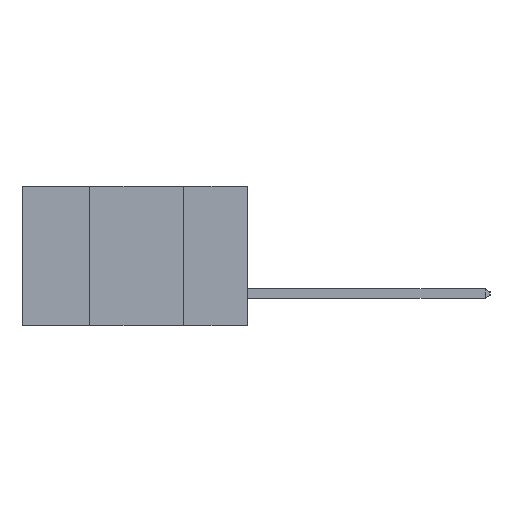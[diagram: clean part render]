
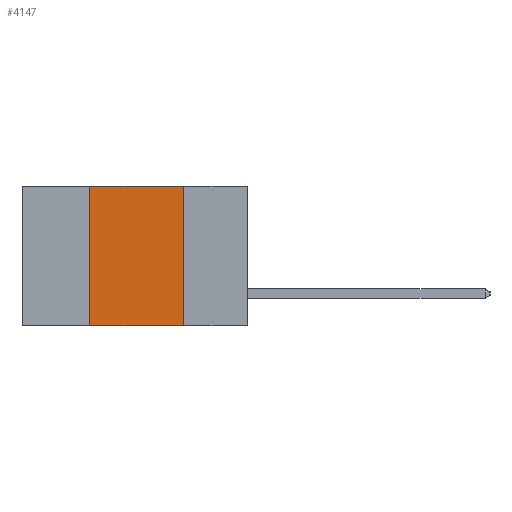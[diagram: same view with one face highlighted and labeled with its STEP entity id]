
A CAD part, left-side view. The second image highlights one B-rep face of the part: STEP entity #4147.
In plain terms, the highlighted planar face has unit normal (-1, 0, 0).
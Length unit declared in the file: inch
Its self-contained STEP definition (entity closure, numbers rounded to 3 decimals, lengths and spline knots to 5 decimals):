
#231 = VERTEX_POINT ( 'NONE', #10058 ) ;
#851 = CARTESIAN_POINT ( 'NONE',  ( 0., 0.6, 0. ) ) ;
#983 = LINE ( 'NONE', #1762, #8569 ) ;
#1393 = DIRECTION ( 'NONE',  ( 0., -1., 0. ) ) ;
#1580 = ORIENTED_EDGE ( 'NONE', *, *, #7530, .F. ) ;
#1762 = CARTESIAN_POINT ( 'NONE',  ( 0., 0.17, 0. ) ) ;
#1810 = VERTEX_POINT ( 'NONE', #7334 ) ;
#2023 = CARTESIAN_POINT ( 'NONE',  ( 0., 0.42, 0. ) ) ;
#2039 = LINE ( 'NONE', #4878, #6503 ) ;
#2654 = VECTOR ( 'NONE', #2954, 39.37008 ) ;
#2954 = DIRECTION ( 'NONE',  ( 0., -1., 0. ) ) ;
#3440 = LINE ( 'NONE', #9797, #10294 ) ;
#3576 = VERTEX_POINT ( 'NONE', #2023 ) ;
#3840 = DIRECTION ( 'NONE',  ( 0., 0., 1. ) ) ;
#3886 = EDGE_CURVE ( 'NONE', #9476, #1810, #3440, .T. ) ;
#4147 = ADVANCED_FACE ( 'NONE', ( #8646 ), #6340, .F. ) ;
#4878 = CARTESIAN_POINT ( 'NONE',  ( 0., 0.42, 0. ) ) ;
#5479 = ORIENTED_EDGE ( 'NONE', *, *, #3886, .T. ) ;
#5684 = AXIS2_PLACEMENT_3D ( 'NONE', #6274, #6343, #6305 ) ;
#5876 = EDGE_CURVE ( 'NONE', #9476, #3576, #2039, .T. ) ;
#5905 = DIRECTION ( 'NONE',  ( 0., 0., -1. ) ) ;
#6077 = ORIENTED_EDGE ( 'NONE', *, *, #10671, .F. ) ;
#6264 = CARTESIAN_POINT ( 'NONE',  ( 0., 0.42, -0.37 ) ) ;
#6274 = CARTESIAN_POINT ( 'NONE',  ( 0., 0.6, 0. ) ) ;
#6305 = DIRECTION ( 'NONE',  ( 0., 0., -1. ) ) ;
#6318 = LINE ( 'NONE', #851, #2654 ) ;
#6340 = PLANE ( 'NONE',  #5684 ) ;
#6343 = DIRECTION ( 'NONE',  ( 1., 0., 0. ) ) ;
#6503 = VECTOR ( 'NONE', #3840, 39.37008 ) ;
#7334 = CARTESIAN_POINT ( 'NONE',  ( 0., 0.17, -0.37 ) ) ;
#7530 = EDGE_CURVE ( 'NONE', #3576, #231, #6318, .T. ) ;
#8569 = VECTOR ( 'NONE', #5905, 39.37008 ) ;
#8646 = FACE_OUTER_BOUND ( 'NONE', #11535, .T. ) ;
#9476 = VERTEX_POINT ( 'NONE', #6264 ) ;
#9797 = CARTESIAN_POINT ( 'NONE',  ( 0., 0.6, -0.37 ) ) ;
#10058 = CARTESIAN_POINT ( 'NONE',  ( 0., 0.17, 0. ) ) ;
#10145 = ORIENTED_EDGE ( 'NONE', *, *, #5876, .F. ) ;
#10294 = VECTOR ( 'NONE', #1393, 39.37008 ) ;
#10671 = EDGE_CURVE ( 'NONE', #231, #1810, #983, .T. ) ;
#11535 = EDGE_LOOP ( 'NONE', ( #6077, #1580, #10145, #5479 ) ) ;
